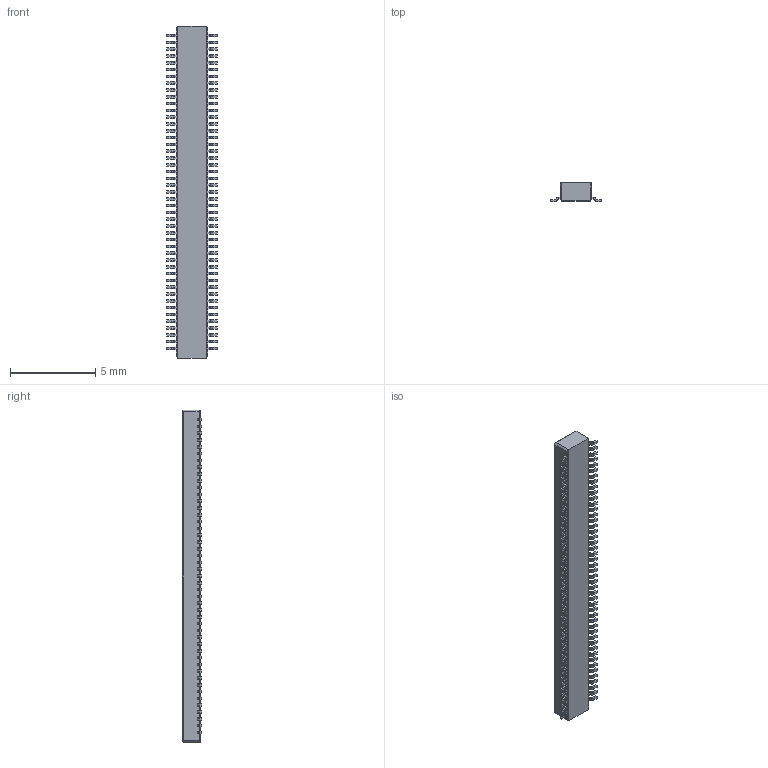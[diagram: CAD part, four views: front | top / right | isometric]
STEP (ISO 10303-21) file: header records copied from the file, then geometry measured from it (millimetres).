
FILE_DESCRIPTION(('OneSpaceDesigner STEP Export'),'2;1');
FILE_NAME('DF40C-90DP.stp','2008-03-22T10:41:47',(''),(''),'OneSpace Designer STEP processor for AP214 (Solid Model)','OneSpace Modeling 15.00A 14-Mar-2007 (C) CoCreate Software GmbH','');
FILE_SCHEMA(('AUTOMOTIVE_DESIGN { 1 0 10303 214 1 1 1 1 }'));
Length unit declared in the file: millimetre
Products named in the file (1): DF40C-90DP-0.4V
Bounding box: 2.97 x 1.14 x 19.52 mm (x, y, z)
Volume: 22.1 mm3; surface area: 178 mm2
Topology: 1 solids, 1 shells, 1211 faces, 3598 edges, 2392 vertices
Faces by surface type: plane 797, cylinder 398, torus 12, cone 4
Entity records: 40434 total; most frequent: CARTESIAN_POINT 7254, ORIENTED_EDGE 7196, DIRECTION 6798, EDGE_CURVE 3598, VECTOR 2718, LINE 2718, VERTEX_POINT 2392, AXIS2_PLACEMENT_3D 2040
